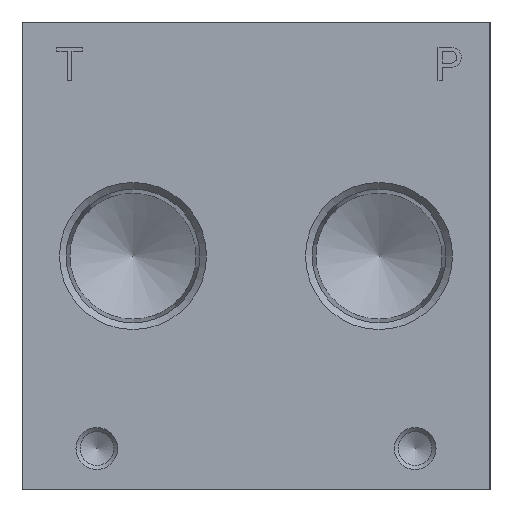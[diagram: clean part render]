
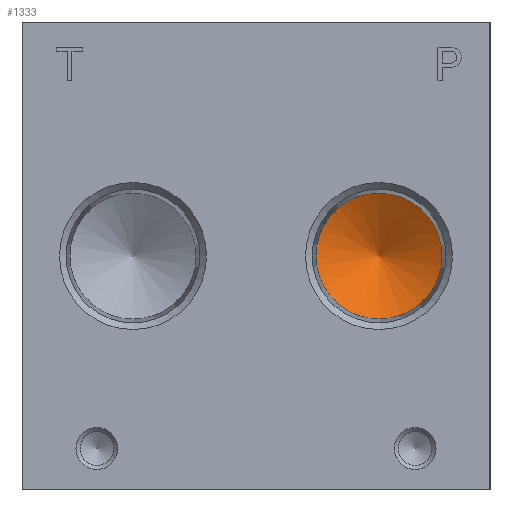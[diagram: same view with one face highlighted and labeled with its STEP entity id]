
A CAD part, left-side view. The second image highlights one B-rep face of the part: STEP entity #1333.
In plain terms, the highlighted conical face has half-angle 60.93 degrees and reference radius 11.971 mm.
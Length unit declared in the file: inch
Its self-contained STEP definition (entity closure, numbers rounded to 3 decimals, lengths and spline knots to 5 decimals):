
#1333 = ADVANCED_FACE( '', ( #3041, #3042 ), #3043, .F. );
#3041 = FACE_BOUND( '', #4952, .T. );
#3042 = FACE_OUTER_BOUND( '', #4953, .T. );
#3043 = CONICAL_SURFACE( '', #4954, 0.4713, 1.063 );
#4952 = VERTEX_LOOP( '', #8724 );
#4953 = EDGE_LOOP( '', ( #8725 ) );
#4954 = AXIS2_PLACEMENT_3D( '', #8726, #8727, #8728 );
#8724 = VERTEX_POINT( '', #11457 );
#8725 = ORIENTED_EDGE( '', *, *, #11454, .F. );
#8726 = CARTESIAN_POINT( '', ( 0.981, 0.83, 1.75 ) );
#8727 = DIRECTION( '', ( -1., 0., 0. ) );
#8728 = DIRECTION( '', ( 0., 0., 1. ) );
#11454 = EDGE_CURVE( '', #13940, #13940, #13941, .T. );
#11457 = CARTESIAN_POINT( '', ( 1.243, 0.83, 1.75 ) );
#13940 = VERTEX_POINT( '', #17460 );
#13941 = CIRCLE( '', #17461, 0.4713 );
#17460 = CARTESIAN_POINT( '', ( 0.981, 0.83, 1.2787 ) );
#17461 = AXIS2_PLACEMENT_3D( '', #19428, #19429, #19430 );
#19428 = CARTESIAN_POINT( '', ( 0.981, 0.83, 1.75 ) );
#19429 = DIRECTION( '', ( 1., 0., 0. ) );
#19430 = DIRECTION( '', ( 0., 0., -1. ) );
